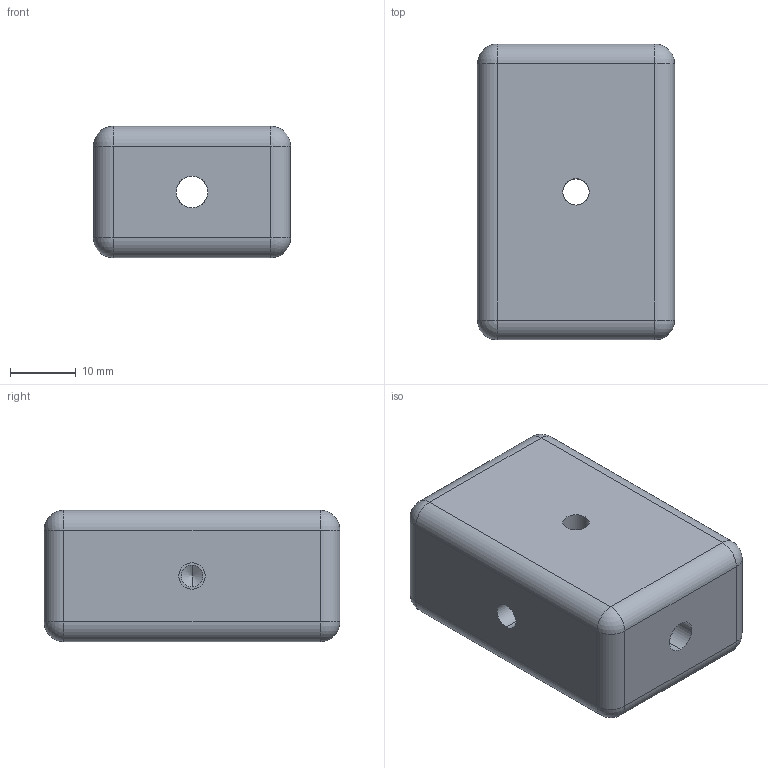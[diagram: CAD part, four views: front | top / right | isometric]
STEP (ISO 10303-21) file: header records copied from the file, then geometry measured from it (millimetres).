
FILE_DESCRIPTION (( 'STEP AP203' ), '1' );
FILE_NAME ('20-019410--HOUSING CONNECTION A--Rev_A.step', '2022-06-14T14:55:08', ( '' ), ( '' ), 'SwSTEP 2.0', 'SolidWorks 2021', '' );
FILE_SCHEMA (( 'CONFIG_CONTROL_DESIGN' ));
Length unit declared in the file: millimetre
Products named in the file (1): 20-019410--HOUSING CONNECTION A--Rev_A
Bounding box: 30 x 45 x 20 mm (x, y, z)
Volume: 25169.8 mm3; surface area: 6116.8 mm2
Topology: 1 solids, 1 shells, 39 faces, 96 edges, 49 vertices
Faces by surface type: cylinder 22, sphere 8, plane 7, cone 2
Entity records: 1259 total; most frequent: CARTESIAN_POINT 301, DIRECTION 198, ORIENTED_EDGE 172, EDGE_CURVE 86, AXIS2_PLACEMENT_3D 80, VERTEX_POINT 49, EDGE_LOOP 45, CIRCLE 40
